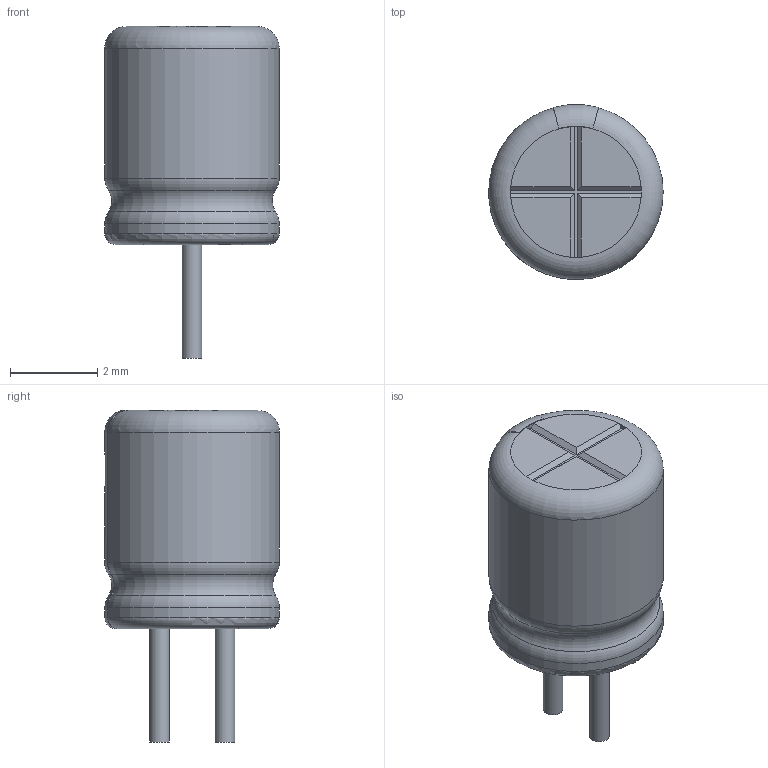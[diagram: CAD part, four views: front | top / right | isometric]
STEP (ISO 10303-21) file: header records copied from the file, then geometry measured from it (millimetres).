
FILE_DESCRIPTION(('FreeCAD Model'),'2;1');
FILE_NAME('Nichicon_UMA_Straight_D4_H5_P1.5_d0.45_LL2.6.step', '2019-07-10T15:00:11',('Author'),(''), 'Open CASCADE STEP processor 7.3','FreeCAD','Unknown');
FILE_SCHEMA(('AUTOMOTIVE_DESIGN { 1 0 10303 214 1 1 1 1 }'));
Length unit declared in the file: millimetre
Products named in the file (1): Nichicon_UMA_Straight_D4_H5_P1.5_d0.45_LL2.6
Bounding box: 4 x 4.01 x 7.61 mm (x, y, z)
Volume: 61.8 mm3; surface area: 92.1 mm2
Topology: 1 solids, 1 shells, 61 faces, 153 edges, 98 vertices
Faces by surface type: plane 30, cylinder 17, torus 14
Full cylindrical faces by diameter (mm): 0.45 x2
Entity records: 2310 total; most frequent: DIRECTION 363, CARTESIAN_POINT 329, ORIENTED_EDGE 306, EDGE_CURVE 153, AXIS2_PLACEMENT_3D 152, VERTEX_POINT 98, CIRCLE 82, FACE_BOUND 65
